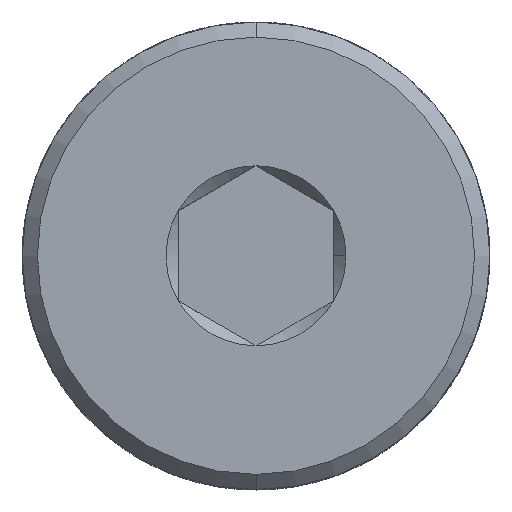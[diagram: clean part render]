
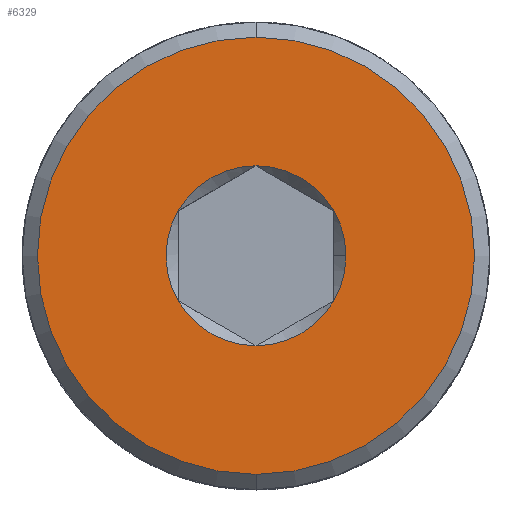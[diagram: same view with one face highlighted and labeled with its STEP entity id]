
A CAD part, top view. The second image highlights one B-rep face of the part: STEP entity #6329.
In plain terms, the highlighted planar face has unit normal (0, 0, 1).
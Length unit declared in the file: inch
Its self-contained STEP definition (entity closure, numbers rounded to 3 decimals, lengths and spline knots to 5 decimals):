
#45 = CARTESIAN_POINT ( 'NONE',  ( 0., 0., 0. ) ) ;
#124 = DIRECTION ( 'NONE',  ( 0., 0., 1. ) ) ;
#462 = DIRECTION ( 'NONE',  ( 0., 0., 1. ) ) ;
#1153 = CIRCLE ( 'NONE', #1420, 0.07217 ) ;
#1347 = ORIENTED_EDGE ( 'NONE', *, *, #11702, .F. ) ;
#1420 = AXIS2_PLACEMENT_3D ( 'NONE', #8111, #8458, #8138 ) ;
#1572 = AXIS2_PLACEMENT_3D ( 'NONE', #5343, #12348, #6547 ) ;
#1773 = VERTEX_POINT ( 'NONE', #6636 ) ;
#1777 = VERTEX_POINT ( 'NONE', #6926 ) ;
#1790 = CIRCLE ( 'NONE', #1572, 0.07217 ) ;
#1890 = DIRECTION ( 'NONE',  ( 0., 0., 1. ) ) ;
#1967 = CIRCLE ( 'NONE', #7983, 0.07217 ) ;
#2187 = ORIENTED_EDGE ( 'NONE', *, *, #10783, .F. ) ;
#2446 = EDGE_CURVE ( 'NONE', #6861, #3984, #4236, .T. ) ;
#3360 = EDGE_CURVE ( 'NONE', #1773, #3951, #1153, .T. ) ;
#3580 = AXIS2_PLACEMENT_3D ( 'NONE', #45, #1890, #7680 ) ;
#3745 = ORIENTED_EDGE ( 'NONE', *, *, #4382, .F. ) ;
#3762 = VERTEX_POINT ( 'NONE', #9311 ) ;
#3951 = VERTEX_POINT ( 'NONE', #5962 ) ;
#3984 = VERTEX_POINT ( 'NONE', #5327 ) ;
#4236 = CIRCLE ( 'NONE', #3580, 0.17531 ) ;
#4382 = EDGE_CURVE ( 'NONE', #3762, #1777, #10619, .T. ) ;
#4434 = VERTEX_POINT ( 'NONE', #5578 ) ;
#4591 = CARTESIAN_POINT ( 'NONE',  ( 0., -0.07217, 0. ) ) ;
#4884 = CARTESIAN_POINT ( 'NONE',  ( 0., 0., 0. ) ) ;
#5041 = CIRCLE ( 'NONE', #10861, 0.07217 ) ;
#5178 = DIRECTION ( 'NONE',  ( 0., 0., 1. ) ) ;
#5270 = DIRECTION ( 'NONE',  ( 1., 0., 0. ) ) ;
#5327 = CARTESIAN_POINT ( 'NONE',  ( 0., -0.17531, 0. ) ) ;
#5343 = CARTESIAN_POINT ( 'NONE',  ( 0., 0., 0. ) ) ;
#5349 = CARTESIAN_POINT ( 'NONE',  ( 0., 0., 0. ) ) ;
#5400 = EDGE_CURVE ( 'NONE', #3984, #6861, #11705, .T. ) ;
#5412 = DIRECTION ( 'NONE',  ( 0., 0., 1. ) ) ;
#5447 = DIRECTION ( 'NONE',  ( 0., -1., 0. ) ) ;
#5578 = CARTESIAN_POINT ( 'NONE',  ( 0.0625, -0.03608, 0. ) ) ;
#5962 = CARTESIAN_POINT ( 'NONE',  ( -0.0625, -0.03608, 0. ) ) ;
#5994 = ORIENTED_EDGE ( 'NONE', *, *, #7508, .F. ) ;
#6209 = FACE_OUTER_BOUND ( 'NONE', #9132, .T. ) ;
#6329 = ADVANCED_FACE ( 'NONE', ( #6571, #6209 ), #8417, .T. ) ;
#6479 = DIRECTION ( 'NONE',  ( 0., 0., 1. ) ) ;
#6547 = DIRECTION ( 'NONE',  ( 1., 0., 0. ) ) ;
#6571 = FACE_BOUND ( 'NONE', #11231, .T. ) ;
#6636 = CARTESIAN_POINT ( 'NONE',  ( -0.0625, 0.03608, 0. ) ) ;
#6861 = VERTEX_POINT ( 'NONE', #7937 ) ;
#6926 = CARTESIAN_POINT ( 'NONE',  ( 0., 0.07217, 0. ) ) ;
#7331 = CARTESIAN_POINT ( 'NONE',  ( 0., 0., 0. ) ) ;
#7508 = EDGE_CURVE ( 'NONE', #4434, #11782, #5041, .T. ) ;
#7550 = CIRCLE ( 'NONE', #13543, 0.07217 ) ;
#7624 = CARTESIAN_POINT ( 'NONE',  ( 0., 0., 0. ) ) ;
#7680 = DIRECTION ( 'NONE',  ( 0., -1., 0. ) ) ;
#7682 = DIRECTION ( 'NONE',  ( 1., 0., 0. ) ) ;
#7696 = DIRECTION ( 'NONE',  ( 0., 0., 1. ) ) ;
#7710 = CARTESIAN_POINT ( 'NONE',  ( 0., 0., 0. ) ) ;
#7718 = ORIENTED_EDGE ( 'NONE', *, *, #3360, .F. ) ;
#7880 = AXIS2_PLACEMENT_3D ( 'NONE', #8435, #8723, #8714 ) ;
#7937 = CARTESIAN_POINT ( 'NONE',  ( 0., 0.17531, 0. ) ) ;
#7983 = AXIS2_PLACEMENT_3D ( 'NONE', #7331, #124, #8375 ) ;
#8111 = CARTESIAN_POINT ( 'NONE',  ( 0., 0., 0. ) ) ;
#8138 = DIRECTION ( 'NONE',  ( 1., 0., 0. ) ) ;
#8375 = DIRECTION ( 'NONE',  ( 1., 0., 0. ) ) ;
#8417 = PLANE ( 'NONE',  #7880 ) ;
#8435 = CARTESIAN_POINT ( 'NONE',  ( 0., 0., 0. ) ) ;
#8458 = DIRECTION ( 'NONE',  ( 0., 0., 1. ) ) ;
#8644 = DIRECTION ( 'NONE',  ( 1., 0., 0. ) ) ;
#8714 = DIRECTION ( 'NONE',  ( 0., -1., 0. ) ) ;
#8723 = DIRECTION ( 'NONE',  ( 0., 0., 1. ) ) ;
#8937 = EDGE_CURVE ( 'NONE', #3951, #10000, #12673, .T. ) ;
#9132 = EDGE_LOOP ( 'NONE', ( #13420, #13218 ) ) ;
#9311 = CARTESIAN_POINT ( 'NONE',  ( 0.0625, 0.03608, 0. ) ) ;
#10000 = VERTEX_POINT ( 'NONE', #4591 ) ;
#10347 = AXIS2_PLACEMENT_3D ( 'NONE', #4884, #5178, #5270 ) ;
#10442 = CARTESIAN_POINT ( 'NONE',  ( 0.07217, 0., 0. ) ) ;
#10619 = CIRCLE ( 'NONE', #10347, 0.07217 ) ;
#10686 = AXIS2_PLACEMENT_3D ( 'NONE', #5349, #5412, #5447 ) ;
#10783 = EDGE_CURVE ( 'NONE', #11782, #3762, #1790, .T. ) ;
#10861 = AXIS2_PLACEMENT_3D ( 'NONE', #7710, #7696, #7682 ) ;
#11231 = EDGE_LOOP ( 'NONE', ( #1347, #12317, #7718, #12452, #3745, #2187, #5994 ) ) ;
#11277 = EDGE_CURVE ( 'NONE', #1777, #1773, #7550, .T. ) ;
#11321 = AXIS2_PLACEMENT_3D ( 'NONE', #7624, #462, #8644 ) ;
#11702 = EDGE_CURVE ( 'NONE', #10000, #4434, #1967, .T. ) ;
#11705 = CIRCLE ( 'NONE', #10686, 0.17531 ) ;
#11782 = VERTEX_POINT ( 'NONE', #10442 ) ;
#12307 = CARTESIAN_POINT ( 'NONE',  ( 0., 0., 0. ) ) ;
#12317 = ORIENTED_EDGE ( 'NONE', *, *, #8937, .F. ) ;
#12348 = DIRECTION ( 'NONE',  ( 0., 0., 1. ) ) ;
#12452 = ORIENTED_EDGE ( 'NONE', *, *, #11277, .F. ) ;
#12673 = CIRCLE ( 'NONE', #11321, 0.07217 ) ;
#13135 = DIRECTION ( 'NONE',  ( 1., 0., 0. ) ) ;
#13218 = ORIENTED_EDGE ( 'NONE', *, *, #5400, .T. ) ;
#13420 = ORIENTED_EDGE ( 'NONE', *, *, #2446, .T. ) ;
#13543 = AXIS2_PLACEMENT_3D ( 'NONE', #12307, #6479, #13135 ) ;
